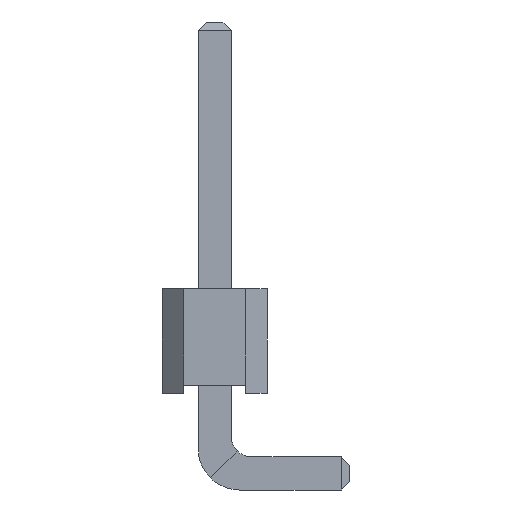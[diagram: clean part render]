
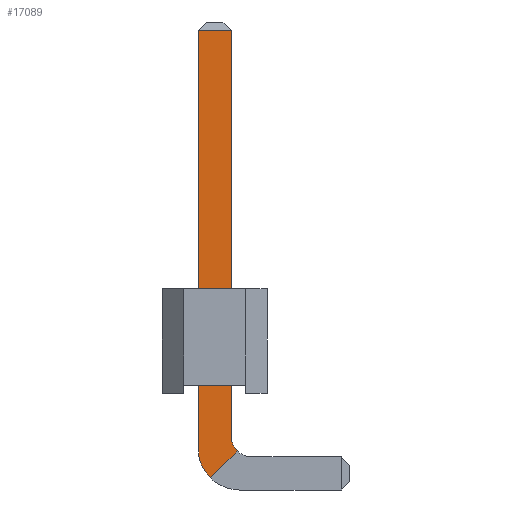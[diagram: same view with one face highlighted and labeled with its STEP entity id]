
A CAD part, front view. The second image highlights one B-rep face of the part: STEP entity #17089.
In plain terms, the highlighted planar face has unit normal (0, -1, 0).
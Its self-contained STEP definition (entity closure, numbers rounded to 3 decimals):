
#16346 = PLANE('',#16347);
#16347 = AXIS2_PLACEMENT_3D('',#16348,#16349,#16350);
#16348 = CARTESIAN_POINT('',(0.4,-32.62,9.));
#16349 = DIRECTION('',(1.,0.,0.));
#16350 = DIRECTION('',(0.,-1.,0.));
#16379 = CYLINDRICAL_SURFACE('',#16380,0.5);
#16380 = AXIS2_PLACEMENT_3D('',#16381,#16382,#16383);
#16381 = CARTESIAN_POINT('',(0.9,-32.62,-1.04));
#16382 = DIRECTION('',(0.,-1.,0.));
#16383 = DIRECTION('',(-1.,0.,0.));
#16440 = CYLINDRICAL_SURFACE('',#16441,1.);
#16441 = AXIS2_PLACEMENT_3D('',#16442,#16443,#16444);
#16442 = CARTESIAN_POINT('',(0.6,-32.62,-1.34));
#16443 = DIRECTION('',(-0.,-1.,0.));
#16444 = DIRECTION('',(-1.,0.,0.));
#16468 = PLANE('',#16469);
#16469 = AXIS2_PLACEMENT_3D('',#16470,#16471,#16472);
#16470 = CARTESIAN_POINT('',(-0.4,-33.42,9.));
#16471 = DIRECTION('',(-1.,0.,0.));
#16472 = DIRECTION('',(0.,1.,0.));
#16511 = VERTEX_POINT('',#16512);
#16512 = CARTESIAN_POINT('',(0.4,-33.42,8.8));
#16538 = EDGE_CURVE('',#16511,#16539,#16541,.T.);
#16539 = VERTEX_POINT('',#16540);
#16540 = CARTESIAN_POINT('',(0.4,-33.42,-1.04));
#16541 = SURFACE_CURVE('',#16542,(#16546,#16553),.PCURVE_S1.);
#16542 = LINE('',#16543,#16544);
#16543 = CARTESIAN_POINT('',(0.4,-33.42,9.));
#16544 = VECTOR('',#16545,1.);
#16545 = DIRECTION('',(0.,0.,-1.));
#16546 = PCURVE('',#16346,#16547);
#16547 = DEFINITIONAL_REPRESENTATION('',(#16548),#16552);
#16548 = LINE('',#16549,#16550);
#16549 = CARTESIAN_POINT('',(0.8,0.));
#16550 = VECTOR('',#16551,1.);
#16551 = DIRECTION('',(0.,1.));
#16552 = ( GEOMETRIC_REPRESENTATION_CONTEXT(2) 
PARAMETRIC_REPRESENTATION_CONTEXT() REPRESENTATION_CONTEXT('2D SPACE',''
  ) );
#16553 = PCURVE('',#16554,#16559);
#16554 = PLANE('',#16555);
#16555 = AXIS2_PLACEMENT_3D('',#16556,#16557,#16558);
#16556 = CARTESIAN_POINT('',(0.4,-33.42,9.));
#16557 = DIRECTION('',(-0.,-1.,0.));
#16558 = DIRECTION('',(-1.,0.,0.));
#16559 = DEFINITIONAL_REPRESENTATION('',(#16560),#16564);
#16560 = LINE('',#16561,#16562);
#16561 = CARTESIAN_POINT('',(0.,0.));
#16562 = VECTOR('',#16563,1.);
#16563 = DIRECTION('',(0.,1.));
#16564 = ( GEOMETRIC_REPRESENTATION_CONTEXT(2) 
PARAMETRIC_REPRESENTATION_CONTEXT() REPRESENTATION_CONTEXT('2D SPACE',''
  ) );
#16729 = VERTEX_POINT('',#16730);
#16730 = CARTESIAN_POINT('',(0.546,-33.42,-1.394));
#16745 = PLANE('',#16746);
#16746 = AXIS2_PLACEMENT_3D('',#16747,#16748,#16749);
#16747 = CARTESIAN_POINT('',(0.,-33.42,-1.54));
#16748 = DIRECTION('',(0.,-1.,0.));
#16749 = DIRECTION('',(0.,0.,-1.));
#16757 = EDGE_CURVE('',#16539,#16729,#16758,.T.);
#16758 = SURFACE_CURVE('',#16759,(#16764,#16771),.PCURVE_S1.);
#16759 = CIRCLE('',#16760,0.5);
#16760 = AXIS2_PLACEMENT_3D('',#16761,#16762,#16763);
#16761 = CARTESIAN_POINT('',(0.9,-33.42,-1.04));
#16762 = DIRECTION('',(0.,-1.,0.));
#16763 = DIRECTION('',(0.,0.,-1.));
#16764 = PCURVE('',#16379,#16765);
#16765 = DEFINITIONAL_REPRESENTATION('',(#16766),#16770);
#16766 = LINE('',#16767,#16768);
#16767 = CARTESIAN_POINT('',(-4.712,0.8));
#16768 = VECTOR('',#16769,1.);
#16769 = DIRECTION('',(1.,0.));
#16770 = ( GEOMETRIC_REPRESENTATION_CONTEXT(2) 
PARAMETRIC_REPRESENTATION_CONTEXT() REPRESENTATION_CONTEXT('2D SPACE',''
  ) );
#16771 = PCURVE('',#16554,#16772);
#16772 = DEFINITIONAL_REPRESENTATION('',(#16773),#16777);
#16773 = CIRCLE('',#16774,0.5);
#16774 = AXIS2_PLACEMENT_2D('',#16775,#16776);
#16775 = CARTESIAN_POINT('',(-0.5,10.04));
#16776 = DIRECTION('',(0.,1.));
#16777 = ( GEOMETRIC_REPRESENTATION_CONTEXT(2) 
PARAMETRIC_REPRESENTATION_CONTEXT() REPRESENTATION_CONTEXT('2D SPACE',''
  ) );
#16783 = EDGE_CURVE('',#16784,#16786,#16788,.T.);
#16784 = VERTEX_POINT('',#16785);
#16785 = CARTESIAN_POINT('',(-0.4,-33.42,8.8));
#16786 = VERTEX_POINT('',#16787);
#16787 = CARTESIAN_POINT('',(-0.4,-33.42,-1.34));
#16788 = SURFACE_CURVE('',#16789,(#16793,#16800),.PCURVE_S1.);
#16789 = LINE('',#16790,#16791);
#16790 = CARTESIAN_POINT('',(-0.4,-33.42,9.));
#16791 = VECTOR('',#16792,1.);
#16792 = DIRECTION('',(0.,0.,-1.));
#16793 = PCURVE('',#16468,#16794);
#16794 = DEFINITIONAL_REPRESENTATION('',(#16795),#16799);
#16795 = LINE('',#16796,#16797);
#16796 = CARTESIAN_POINT('',(0.,0.));
#16797 = VECTOR('',#16798,1.);
#16798 = DIRECTION('',(0.,1.));
#16799 = ( GEOMETRIC_REPRESENTATION_CONTEXT(2) 
PARAMETRIC_REPRESENTATION_CONTEXT() REPRESENTATION_CONTEXT('2D SPACE',''
  ) );
#16800 = PCURVE('',#16554,#16801);
#16801 = DEFINITIONAL_REPRESENTATION('',(#16802),#16806);
#16802 = LINE('',#16803,#16804);
#16803 = CARTESIAN_POINT('',(0.8,0.));
#16804 = VECTOR('',#16805,1.);
#16805 = DIRECTION('',(0.,1.));
#16806 = ( GEOMETRIC_REPRESENTATION_CONTEXT(2) 
PARAMETRIC_REPRESENTATION_CONTEXT() REPRESENTATION_CONTEXT('2D SPACE',''
  ) );
#16990 = VERTEX_POINT('',#16991);
#16991 = CARTESIAN_POINT('',(-0.107,-33.42,-2.047));
#17013 = EDGE_CURVE('',#16786,#16990,#17014,.T.);
#17014 = SURFACE_CURVE('',#17015,(#17020,#17027),.PCURVE_S1.);
#17015 = CIRCLE('',#17016,1.);
#17016 = AXIS2_PLACEMENT_3D('',#17017,#17018,#17019);
#17017 = CARTESIAN_POINT('',(0.6,-33.42,-1.34));
#17018 = DIRECTION('',(0.,-1.,0.));
#17019 = DIRECTION('',(0.,0.,-1.));
#17020 = PCURVE('',#16440,#17021);
#17021 = DEFINITIONAL_REPRESENTATION('',(#17022),#17026);
#17022 = LINE('',#17023,#17024);
#17023 = CARTESIAN_POINT('',(-4.712,0.8));
#17024 = VECTOR('',#17025,1.);
#17025 = DIRECTION('',(1.,0.));
#17026 = ( GEOMETRIC_REPRESENTATION_CONTEXT(2) 
PARAMETRIC_REPRESENTATION_CONTEXT() REPRESENTATION_CONTEXT('2D SPACE',''
  ) );
#17027 = PCURVE('',#16554,#17028);
#17028 = DEFINITIONAL_REPRESENTATION('',(#17029),#17033);
#17029 = CIRCLE('',#17030,1.);
#17030 = AXIS2_PLACEMENT_2D('',#17031,#17032);
#17031 = CARTESIAN_POINT('',(-0.2,10.34));
#17032 = DIRECTION('',(0.,1.));
#17033 = ( GEOMETRIC_REPRESENTATION_CONTEXT(2) 
PARAMETRIC_REPRESENTATION_CONTEXT() REPRESENTATION_CONTEXT('2D SPACE',''
  ) );
#17057 = PLANE('',#17058);
#17058 = AXIS2_PLACEMENT_3D('',#17059,#17060,#17061);
#17059 = CARTESIAN_POINT('',(0.4,-33.32,8.9));
#17060 = DIRECTION('',(0.,-0.707,0.707
    ));
#17061 = DIRECTION('',(-1.,0.,0.));
#17089 = ADVANCED_FACE('',(#17090),#16554,.T.);
#17090 = FACE_BOUND('',#17091,.T.);
#17091 = EDGE_LOOP('',(#17092,#17093,#17114,#17115,#17116,#17137));
#17092 = ORIENTED_EDGE('',*,*,#16538,.F.);
#17093 = ORIENTED_EDGE('',*,*,#17094,.T.);
#17094 = EDGE_CURVE('',#16511,#16784,#17095,.T.);
#17095 = SURFACE_CURVE('',#17096,(#17100,#17107),.PCURVE_S1.);
#17096 = LINE('',#17097,#17098);
#17097 = CARTESIAN_POINT('',(0.4,-33.42,8.8));
#17098 = VECTOR('',#17099,1.);
#17099 = DIRECTION('',(-1.,0.,0.));
#17100 = PCURVE('',#16554,#17101);
#17101 = DEFINITIONAL_REPRESENTATION('',(#17102),#17106);
#17102 = LINE('',#17103,#17104);
#17103 = CARTESIAN_POINT('',(0.,0.2));
#17104 = VECTOR('',#17105,1.);
#17105 = DIRECTION('',(1.,0.));
#17106 = ( GEOMETRIC_REPRESENTATION_CONTEXT(2) 
PARAMETRIC_REPRESENTATION_CONTEXT() REPRESENTATION_CONTEXT('2D SPACE',''
  ) );
#17107 = PCURVE('',#17057,#17108);
#17108 = DEFINITIONAL_REPRESENTATION('',(#17109),#17113);
#17109 = LINE('',#17110,#17111);
#17110 = CARTESIAN_POINT('',(0.,0.141));
#17111 = VECTOR('',#17112,1.);
#17112 = DIRECTION('',(1.,0.));
#17113 = ( GEOMETRIC_REPRESENTATION_CONTEXT(2) 
PARAMETRIC_REPRESENTATION_CONTEXT() REPRESENTATION_CONTEXT('2D SPACE',''
  ) );
#17114 = ORIENTED_EDGE('',*,*,#16783,.T.);
#17115 = ORIENTED_EDGE('',*,*,#17013,.T.);
#17116 = ORIENTED_EDGE('',*,*,#17117,.F.);
#17117 = EDGE_CURVE('',#16729,#16990,#17118,.T.);
#17118 = SURFACE_CURVE('',#17119,(#17123,#17130),.PCURVE_S1.);
#17119 = LINE('',#17120,#17121);
#17120 = CARTESIAN_POINT('',(0.4,-33.42,-1.54));
#17121 = VECTOR('',#17122,1.);
#17122 = DIRECTION('',(-0.707,0.,
    -0.707));
#17123 = PCURVE('',#16554,#17124);
#17124 = DEFINITIONAL_REPRESENTATION('',(#17125),#17129);
#17125 = LINE('',#17126,#17127);
#17126 = CARTESIAN_POINT('',(0.,10.54));
#17127 = VECTOR('',#17128,1.);
#17128 = DIRECTION('',(0.707,0.707));
#17129 = ( GEOMETRIC_REPRESENTATION_CONTEXT(2) 
PARAMETRIC_REPRESENTATION_CONTEXT() REPRESENTATION_CONTEXT('2D SPACE',''
  ) );
#17130 = PCURVE('',#16745,#17131);
#17131 = DEFINITIONAL_REPRESENTATION('',(#17132),#17136);
#17132 = LINE('',#17133,#17134);
#17133 = CARTESIAN_POINT('',(0.,0.4));
#17134 = VECTOR('',#17135,1.);
#17135 = DIRECTION('',(0.707,-0.707));
#17136 = ( GEOMETRIC_REPRESENTATION_CONTEXT(2) 
PARAMETRIC_REPRESENTATION_CONTEXT() REPRESENTATION_CONTEXT('2D SPACE',''
  ) );
#17137 = ORIENTED_EDGE('',*,*,#16757,.F.);
